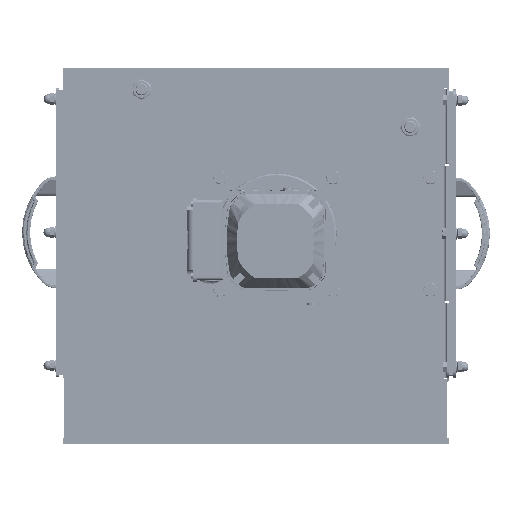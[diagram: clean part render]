
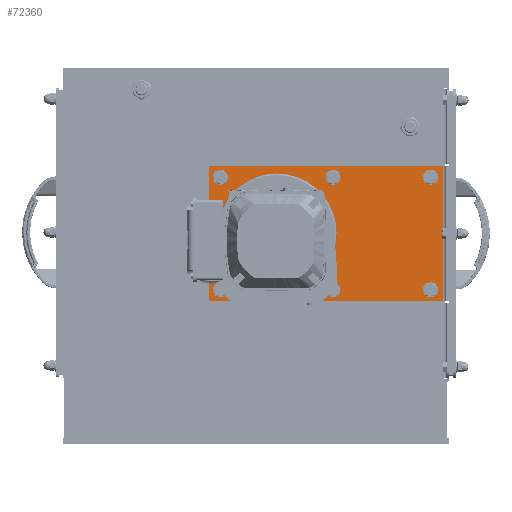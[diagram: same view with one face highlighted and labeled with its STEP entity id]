
A CAD part, left-side view. The second image highlights one B-rep face of the part: STEP entity #72360.
In plain terms, the highlighted planar face has unit normal (-1, 0, 0).
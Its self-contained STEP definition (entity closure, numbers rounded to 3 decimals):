
#4150=PLANE('',#79378);
#5002=FACE_BOUND('',#13915,.T.);
#5003=FACE_BOUND('',#13916,.T.);
#5004=FACE_BOUND('',#13917,.T.);
#5005=FACE_BOUND('',#13918,.T.);
#5006=FACE_BOUND('',#13919,.T.);
#5007=FACE_BOUND('',#13920,.T.);
#5008=FACE_BOUND('',#13921,.T.);
#9177=FACE_OUTER_BOUND('',#13914,.T.);
#13914=EDGE_LOOP('',(#62493,#62494,#62495,#62496));
#13915=EDGE_LOOP('',(#62497));
#13916=EDGE_LOOP('',(#62498));
#13917=EDGE_LOOP('',(#62499));
#13918=EDGE_LOOP('',(#62500));
#13919=EDGE_LOOP('',(#62501));
#13920=EDGE_LOOP('',(#62502));
#13921=EDGE_LOOP('',(#62503));
#15867=CIRCLE('',#75920,10.);
#15881=CIRCLE('',#75954,10.);
#17220=CIRCLE('',#79245,10.);
#17238=CIRCLE('',#79288,10.);
#17256=CIRCLE('',#79331,10.);
#17274=CIRCLE('',#79374,10.);
#17276=CIRCLE('',#79379,80.);
#18972=LINE('',#107951,#24181);
#18975=LINE('',#107957,#24184);
#19023=LINE('',#108090,#24232);
#19024=LINE('',#108092,#24233);
#24181=VECTOR('',#85013,10.);
#24184=VECTOR('',#85018,10.);
#24232=VECTOR('',#85158,10.);
#24233=VECTOR('',#85161,10.);
#29618=VERTEX_POINT('',#107939);
#29619=VERTEX_POINT('',#107943);
#29621=VERTEX_POINT('',#107955);
#29660=VERTEX_POINT('',#108088);
#30835=VERTEX_POINT('',#114611);
#30861=VERTEX_POINT('',#114723);
#33643=VERTEX_POINT('',#127251);
#33673=VERTEX_POINT('',#127379);
#33703=VERTEX_POINT('',#127507);
#33733=VERTEX_POINT('',#127635);
#33735=VERTEX_POINT('',#127643);
#36750=EDGE_CURVE('',#29618,#29619,#18972,.T.);
#36753=EDGE_CURVE('',#29621,#29619,#18975,.T.);
#36825=EDGE_CURVE('',#29660,#29621,#19023,.T.);
#36826=EDGE_CURVE('',#29618,#29660,#19024,.T.);
#38616=EDGE_CURVE('',#30835,#30835,#15867,.T.);
#38658=EDGE_CURVE('',#30861,#30861,#15881,.T.);
#43265=EDGE_CURVE('',#33643,#33643,#17220,.T.);
#43314=EDGE_CURVE('',#33673,#33673,#17238,.T.);
#43363=EDGE_CURVE('',#33703,#33703,#17256,.T.);
#43412=EDGE_CURVE('',#33733,#33733,#17274,.T.);
#43415=EDGE_CURVE('',#33735,#33735,#17276,.T.);
#62493=ORIENTED_EDGE('',*,*,#36750,.T.);
#62494=ORIENTED_EDGE('',*,*,#36753,.F.);
#62495=ORIENTED_EDGE('',*,*,#36825,.F.);
#62496=ORIENTED_EDGE('',*,*,#36826,.F.);
#62497=ORIENTED_EDGE('',*,*,#43415,.T.);
#62498=ORIENTED_EDGE('',*,*,#43412,.F.);
#62499=ORIENTED_EDGE('',*,*,#43363,.F.);
#62500=ORIENTED_EDGE('',*,*,#43314,.F.);
#62501=ORIENTED_EDGE('',*,*,#43265,.F.);
#62502=ORIENTED_EDGE('',*,*,#38616,.F.);
#62503=ORIENTED_EDGE('',*,*,#38658,.F.);
#72360=ADVANCED_FACE('',(#9177,#5002,#5003,#5004,#5005,#5006,#5007,#5008),
#4150,.F.);
#75920=AXIS2_PLACEMENT_3D('',#114612,#88624,#88625);
#75954=AXIS2_PLACEMENT_3D('',#114724,#88708,#88709);
#79245=AXIS2_PLACEMENT_3D('',#127252,#97724,#97725);
#79288=AXIS2_PLACEMENT_3D('',#127380,#97829,#97830);
#79331=AXIS2_PLACEMENT_3D('',#127508,#97934,#97935);
#79374=AXIS2_PLACEMENT_3D('',#127636,#98039,#98040);
#79378=AXIS2_PLACEMENT_3D('',#127642,#98048,#98049);
#79379=AXIS2_PLACEMENT_3D('',#127644,#98050,#98051);
#85013=DIRECTION('',(0.,0.,1.));
#85018=DIRECTION('',(0.,-1.,0.));
#85158=DIRECTION('',(0.,0.,1.));
#85161=DIRECTION('',(0.,1.,0.));
#88624=DIRECTION('center_axis',(-1.,0.,0.));
#88625=DIRECTION('ref_axis',(0.,-1.,0.));
#88708=DIRECTION('center_axis',(-1.,0.,0.));
#88709=DIRECTION('ref_axis',(0.,-1.,0.));
#97724=DIRECTION('center_axis',(-1.,0.,0.));
#97725=DIRECTION('ref_axis',(0.,-1.,0.));
#97829=DIRECTION('center_axis',(-1.,0.,0.));
#97830=DIRECTION('ref_axis',(0.,-1.,0.));
#97934=DIRECTION('center_axis',(-1.,0.,0.));
#97935=DIRECTION('ref_axis',(0.,-1.,0.));
#98039=DIRECTION('center_axis',(-1.,0.,0.));
#98040=DIRECTION('ref_axis',(0.,-1.,0.));
#98048=DIRECTION('center_axis',(1.,0.,0.));
#98049=DIRECTION('ref_axis',(0.,-1.,0.));
#98050=DIRECTION('center_axis',(1.,0.,0.));
#98051=DIRECTION('ref_axis',(0.,0.,
1.));
#107939=CARTESIAN_POINT('',(-472.,-249.5,190.));
#107943=CARTESIAN_POINT('',(-472.,-249.5,370.));
#107951=CARTESIAN_POINT('',(-472.,-249.5,325.));
#107955=CARTESIAN_POINT('',(-472.,62.5,370.));
#107957=CARTESIAN_POINT('',(-472.,62.5,370.));
#108088=CARTESIAN_POINT('',(-472.,62.5,190.));
#108090=CARTESIAN_POINT('',(-472.,62.5,190.));
#108092=CARTESIAN_POINT('',(-472.,-253.5,190.));
#114611=CARTESIAN_POINT('',(-472.,-92.5,205.));
#114612=CARTESIAN_POINT('Origin',(-472.,-102.5,205.));
#114723=CARTESIAN_POINT('',(-472.,57.5,205.));
#114724=CARTESIAN_POINT('Origin',(-472.,47.5,205.));
#127251=CARTESIAN_POINT('',(-472.,-92.5,355.));
#127252=CARTESIAN_POINT('Origin',(-472.,-102.5,355.));
#127379=CARTESIAN_POINT('',(-472.,-222.5,205.));
#127380=CARTESIAN_POINT('Origin',(-472.,-232.5,205.));
#127507=CARTESIAN_POINT('',(-472.,-222.5,355.));
#127508=CARTESIAN_POINT('Origin',(-472.,-232.5,355.));
#127635=CARTESIAN_POINT('',(-472.,57.5,355.));
#127636=CARTESIAN_POINT('Origin',(-472.,47.5,355.));
#127642=CARTESIAN_POINT('Origin',(-472.,-95.5,280.));
#127643=CARTESIAN_POINT('',(-472.,-27.5,200.));
#127644=CARTESIAN_POINT('Origin',(-472.,-27.5,280.));
